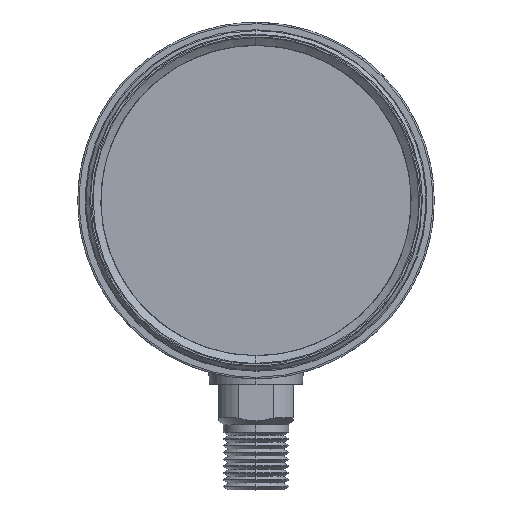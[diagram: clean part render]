
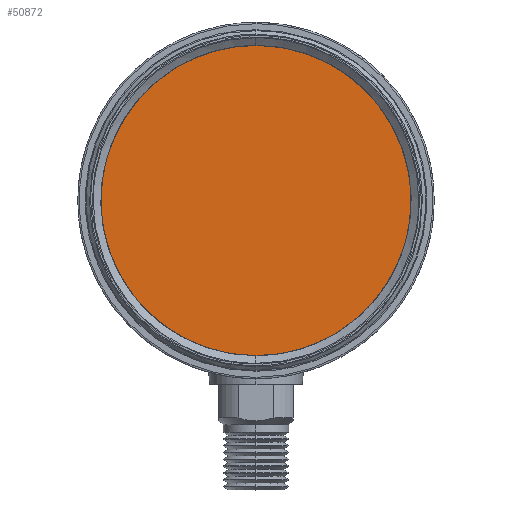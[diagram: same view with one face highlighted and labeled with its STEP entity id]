
A CAD part, top view. The second image highlights one B-rep face of the part: STEP entity #50872.
In plain terms, the highlighted free-form (B-spline) face has degree [1, 1] with [2, 2] control points.
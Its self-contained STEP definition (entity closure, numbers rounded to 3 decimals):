
#50799 = VERTEX_POINT('',#50800);
#50800 = CARTESIAN_POINT('',(0.,35.136,
    20.255));
#50805 = EDGE_CURVE('',#50799,#50806,#50808,.T.);
#50806 = VERTEX_POINT('',#50807);
#50807 = CARTESIAN_POINT('',(0.,-35.136,20.255));
#50808 = ( BOUNDED_CURVE() B_SPLINE_CURVE(2,(#50809,#50810,#50811,#50812
,#50813),.UNSPECIFIED.,.F.,.F.) B_SPLINE_CURVE_WITH_KNOTS((3,2,3),(0.,
1.571,3.142),.PIECEWISE_BEZIER_KNOTS.) CURVE() 
GEOMETRIC_REPRESENTATION_ITEM() RATIONAL_B_SPLINE_CURVE((1.,
0.707,1.,0.707,1.)) REPRESENTATION_ITEM('') );
#50809 = CARTESIAN_POINT('',(0.,35.136,20.255));
#50810 = CARTESIAN_POINT('',(35.136,35.136,
    20.255));
#50811 = CARTESIAN_POINT('',(35.136,0.,
    20.255));
#50812 = CARTESIAN_POINT('',(35.136,-35.136,
    20.255));
#50813 = CARTESIAN_POINT('',(0.,-35.136,
    20.255));
#50844 = EDGE_CURVE('',#50806,#50799,#50845,.T.);
#50845 = ( BOUNDED_CURVE() B_SPLINE_CURVE(2,(#50846,#50847,#50848,#50849
,#50850),.UNSPECIFIED.,.F.,.F.) B_SPLINE_CURVE_WITH_KNOTS((3,2,3),(
    3.142,4.712,6.283),
.PIECEWISE_BEZIER_KNOTS.) CURVE() GEOMETRIC_REPRESENTATION_ITEM() 
RATIONAL_B_SPLINE_CURVE((1.,0.707,1.,0.707,1.)) 
REPRESENTATION_ITEM('') );
#50846 = CARTESIAN_POINT('',(0.,-35.136,
    20.255));
#50847 = CARTESIAN_POINT('',(-35.136,-35.136,
    20.255));
#50848 = CARTESIAN_POINT('',(-35.136,0.,
    20.255));
#50849 = CARTESIAN_POINT('',(-35.136,35.136,
    20.255));
#50850 = CARTESIAN_POINT('',(0.,35.136,
    20.255));
#50872 = ADVANCED_FACE('',(#50873),#50877,.F.);
#50873 = FACE_BOUND('',#50874,.T.);
#50874 = EDGE_LOOP('',(#50875,#50876));
#50875 = ORIENTED_EDGE('',*,*,#50844,.F.);
#50876 = ORIENTED_EDGE('',*,*,#50805,.F.);
#50877 = B_SPLINE_SURFACE_WITH_KNOTS('',1,1,(
    (#50878,#50879)
    ,(#50880,#50881
    )),.UNSPECIFIED.,.F.,.F.,.F.,(2,2),(2,2),(-30.226,30.226),(-30.226,
    30.226),.PIECEWISE_BEZIER_KNOTS.);
#50878 = CARTESIAN_POINT('',(-35.136,-35.136,
    20.255));
#50879 = CARTESIAN_POINT('',(35.136,-35.136,
    20.255));
#50880 = CARTESIAN_POINT('',(-35.136,35.136,
    20.255));
#50881 = CARTESIAN_POINT('',(35.136,35.136,
    20.255));
